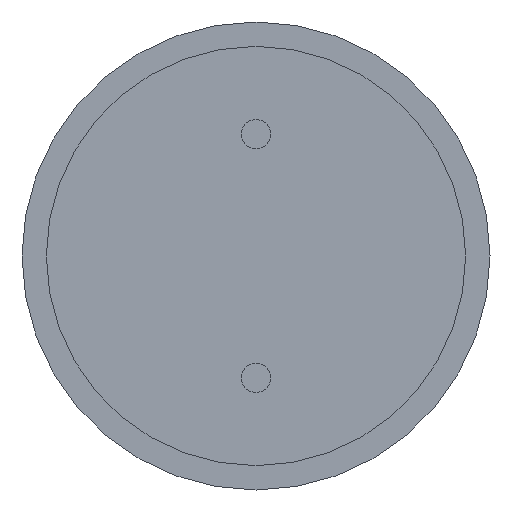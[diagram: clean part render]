
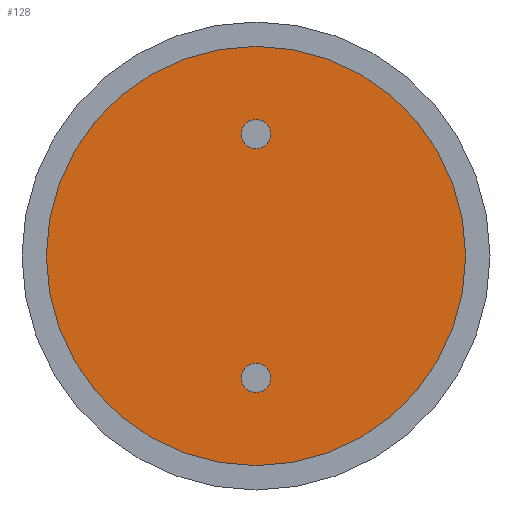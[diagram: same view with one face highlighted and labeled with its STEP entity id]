
A CAD part, front view. The second image highlights one B-rep face of the part: STEP entity #128.
In plain terms, the highlighted planar face has unit normal (0, -1, 0).
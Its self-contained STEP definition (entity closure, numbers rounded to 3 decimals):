
#17=PLANE('',#151);
#27=FACE_BOUND('',#56,.T.);
#28=FACE_BOUND('',#57,.T.);
#37=FACE_OUTER_BOUND('',#55,.T.);
#55=EDGE_LOOP('',(#105));
#56=EDGE_LOOP('',(#106));
#57=EDGE_LOOP('',(#107));
#61=CIRCLE('',#135,0.3);
#62=CIRCLE('',#137,4.3);
#69=CIRCLE('',#147,0.3);
#71=VERTEX_POINT('',#202);
#72=VERTEX_POINT('',#205);
#79=VERTEX_POINT('',#222);
#81=EDGE_CURVE('',#71,#71,#61,.T.);
#82=EDGE_CURVE('',#72,#72,#62,.T.);
#89=EDGE_CURVE('',#79,#79,#69,.T.);
#105=ORIENTED_EDGE('',*,*,#82,.T.);
#106=ORIENTED_EDGE('',*,*,#89,.F.);
#107=ORIENTED_EDGE('',*,*,#81,.F.);
#128=ADVANCED_FACE('',(#37,#27,#28),#17,.T.);
#135=AXIS2_PLACEMENT_3D('',#203,#160,#161);
#137=AXIS2_PLACEMENT_3D('',#206,#164,#165);
#147=AXIS2_PLACEMENT_3D('',#223,#184,#185);
#151=AXIS2_PLACEMENT_3D('',#227,#192,#193);
#160=DIRECTION('center_axis',(0.,-1.,0.));
#161=DIRECTION('ref_axis',(0.,0.,-1.));
#164=DIRECTION('center_axis',(0.,-1.,0.));
#165=DIRECTION('ref_axis',(0.,0.,-1.));
#184=DIRECTION('center_axis',(0.,-1.,0.));
#185=DIRECTION('ref_axis',(0.,0.,-1.));
#192=DIRECTION('center_axis',(0.,-1.,0.));
#193=DIRECTION('ref_axis',(0.,0.,-1.));
#202=CARTESIAN_POINT('',(0.,0.3,2.8));
#203=CARTESIAN_POINT('Origin',(0.,0.3,2.5));
#205=CARTESIAN_POINT('',(0.,0.3,-4.3));
#206=CARTESIAN_POINT('Origin',(0.,0.3,0.));
#222=CARTESIAN_POINT('',(0.,0.3,-2.2));
#223=CARTESIAN_POINT('Origin',(0.,0.3,-2.5));
#227=CARTESIAN_POINT('Origin',(0.,0.3,0.));
